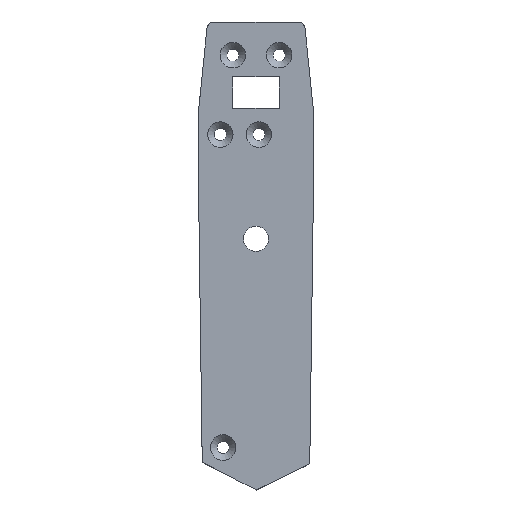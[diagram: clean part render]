
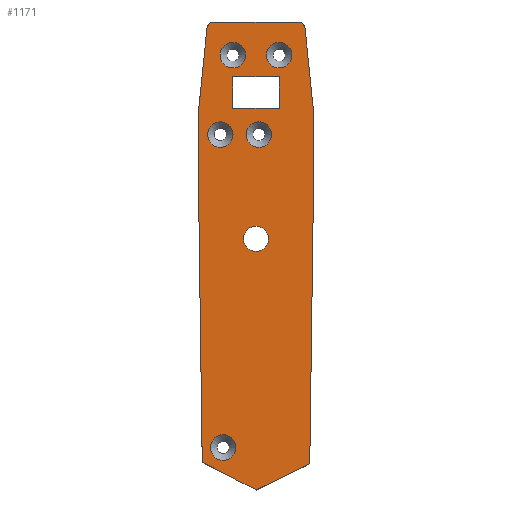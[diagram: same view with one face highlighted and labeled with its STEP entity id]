
A CAD part, top view. The second image highlights one B-rep face of the part: STEP entity #1171.
In plain terms, the highlighted planar face has unit normal (0, 0, 1).
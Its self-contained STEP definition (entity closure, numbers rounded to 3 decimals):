
#25=FACE_BOUND('',#147,.T.);
#26=FACE_BOUND('',#148,.T.);
#27=FACE_BOUND('',#149,.T.);
#28=FACE_BOUND('',#150,.T.);
#29=FACE_BOUND('',#151,.T.);
#30=FACE_BOUND('',#152,.T.);
#31=FACE_BOUND('',#153,.T.);
#81=FACE_OUTER_BOUND('',#146,.T.);
#146=EDGE_LOOP('',(#899,#900,#901,#902,#903,#904,#905,#906,#907,#908,#909));
#147=EDGE_LOOP('',(#910));
#148=EDGE_LOOP('',(#911));
#149=EDGE_LOOP('',(#912));
#150=EDGE_LOOP('',(#913));
#151=EDGE_LOOP('',(#914));
#152=EDGE_LOOP('',(#915));
#153=EDGE_LOOP('',(#916,#917,#918,#919));
#213=CIRCLE('',#1270,2.);
#214=CIRCLE('',#1271,2.);
#215=CIRCLE('',#1272,3.3);
#216=CIRCLE('',#1273,3.3);
#217=CIRCLE('',#1274,3.3);
#218=CIRCLE('',#1275,3.25);
#219=CIRCLE('',#1276,3.3);
#220=CIRCLE('',#1277,3.3);
#241=LINE('',#1732,#368);
#252=LINE('',#1759,#379);
#255=LINE('',#1765,#382);
#269=LINE('',#1802,#396);
#272=LINE('',#1808,#399);
#286=LINE('',#1861,#413);
#287=LINE('',#1865,#414);
#288=LINE('',#1867,#415);
#289=LINE('',#1868,#416);
#290=LINE('',#1883,#417);
#291=LINE('',#1885,#418);
#292=LINE('',#1887,#419);
#293=LINE('',#1888,#420);
#368=VECTOR('',#1362,1000.);
#379=VECTOR('',#1385,1000.);
#382=VECTOR('',#1390,1000.);
#396=VECTOR('',#1418,1000.);
#399=VECTOR('',#1423,1000.);
#413=VECTOR('',#1479,1000.);
#414=VECTOR('',#1482,1000.);
#415=VECTOR('',#1483,1000.);
#416=VECTOR('',#1484,1000.);
#417=VECTOR('',#1497,1000.);
#418=VECTOR('',#1498,1000.);
#419=VECTOR('',#1499,1000.);
#420=VECTOR('',#1500,1000.);
#502=VERTEX_POINT('',#1729);
#503=VERTEX_POINT('',#1731);
#513=VERTEX_POINT('',#1757);
#515=VERTEX_POINT('',#1763);
#531=VERTEX_POINT('',#1801);
#533=VERTEX_POINT('',#1807);
#544=VERTEX_POINT('',#1858);
#545=VERTEX_POINT('',#1860);
#546=VERTEX_POINT('',#1862);
#547=VERTEX_POINT('',#1864);
#548=VERTEX_POINT('',#1866);
#549=VERTEX_POINT('',#1869);
#550=VERTEX_POINT('',#1871);
#551=VERTEX_POINT('',#1873);
#552=VERTEX_POINT('',#1875);
#553=VERTEX_POINT('',#1877);
#554=VERTEX_POINT('',#1879);
#555=VERTEX_POINT('',#1881);
#556=VERTEX_POINT('',#1882);
#557=VERTEX_POINT('',#1884);
#558=VERTEX_POINT('',#1886);
#615=EDGE_CURVE('',#503,#502,#241,.T.);
#629=EDGE_CURVE('',#502,#513,#252,.T.);
#632=EDGE_CURVE('',#513,#515,#255,.T.);
#650=EDGE_CURVE('',#503,#531,#269,.T.);
#653=EDGE_CURVE('',#531,#533,#272,.T.);
#676=EDGE_CURVE('',#544,#515,#213,.T.);
#677=EDGE_CURVE('',#545,#544,#286,.T.);
#678=EDGE_CURVE('',#546,#545,#214,.T.);
#679=EDGE_CURVE('',#546,#547,#287,.T.);
#680=EDGE_CURVE('',#547,#548,#288,.T.);
#681=EDGE_CURVE('',#548,#533,#289,.T.);
#682=EDGE_CURVE('',#549,#549,#215,.T.);
#683=EDGE_CURVE('',#550,#550,#216,.T.);
#684=EDGE_CURVE('',#551,#551,#217,.T.);
#685=EDGE_CURVE('',#552,#552,#218,.T.);
#686=EDGE_CURVE('',#553,#553,#219,.T.);
#687=EDGE_CURVE('',#554,#554,#220,.T.);
#688=EDGE_CURVE('',#555,#556,#290,.T.);
#689=EDGE_CURVE('',#556,#557,#291,.T.);
#690=EDGE_CURVE('',#557,#558,#292,.T.);
#691=EDGE_CURVE('',#558,#555,#293,.T.);
#899=ORIENTED_EDGE('',*,*,#615,.T.);
#900=ORIENTED_EDGE('',*,*,#629,.T.);
#901=ORIENTED_EDGE('',*,*,#632,.T.);
#902=ORIENTED_EDGE('',*,*,#676,.F.);
#903=ORIENTED_EDGE('',*,*,#677,.F.);
#904=ORIENTED_EDGE('',*,*,#678,.F.);
#905=ORIENTED_EDGE('',*,*,#679,.T.);
#906=ORIENTED_EDGE('',*,*,#680,.T.);
#907=ORIENTED_EDGE('',*,*,#681,.T.);
#908=ORIENTED_EDGE('',*,*,#653,.F.);
#909=ORIENTED_EDGE('',*,*,#650,.F.);
#910=ORIENTED_EDGE('',*,*,#682,.F.);
#911=ORIENTED_EDGE('',*,*,#683,.F.);
#912=ORIENTED_EDGE('',*,*,#684,.F.);
#913=ORIENTED_EDGE('',*,*,#685,.T.);
#914=ORIENTED_EDGE('',*,*,#686,.F.);
#915=ORIENTED_EDGE('',*,*,#687,.F.);
#916=ORIENTED_EDGE('',*,*,#688,.T.);
#917=ORIENTED_EDGE('',*,*,#689,.T.);
#918=ORIENTED_EDGE('',*,*,#690,.T.);
#919=ORIENTED_EDGE('',*,*,#691,.T.);
#1122=PLANE('',#1269);
#1171=ADVANCED_FACE('',(#81,#25,#26,#27,#28,#29,#30,#31),#1122,.T.);
#1269=AXIS2_PLACEMENT_3D('',#1857,#1475,#1476);
#1270=AXIS2_PLACEMENT_3D('',#1859,#1477,#1478);
#1271=AXIS2_PLACEMENT_3D('',#1863,#1480,#1481);
#1272=AXIS2_PLACEMENT_3D('',#1870,#1485,#1486);
#1273=AXIS2_PLACEMENT_3D('',#1872,#1487,#1488);
#1274=AXIS2_PLACEMENT_3D('',#1874,#1489,#1490);
#1275=AXIS2_PLACEMENT_3D('',#1876,#1491,#1492);
#1276=AXIS2_PLACEMENT_3D('',#1878,#1493,#1494);
#1277=AXIS2_PLACEMENT_3D('',#1880,#1495,#1496);
#1362=DIRECTION('',(0.013,1.,0.));
#1385=DIRECTION('',(0.,1.,0.));
#1390=DIRECTION('',(-0.102,0.995,0.));
#1418=DIRECTION('',(-0.898,-0.441,0.));
#1423=DIRECTION('',(-0.889,0.457,0.));
#1475=DIRECTION('center_axis',(0.,0.,1.));
#1476=DIRECTION('ref_axis',(-1.,0.,0.));
#1477=DIRECTION('center_axis',(0.,0.,-1.));
#1478=DIRECTION('ref_axis',(0.67,0.742,0.));
#1479=DIRECTION('',(1.,0.,0.));
#1480=DIRECTION('center_axis',(0.,0.,-1.));
#1481=DIRECTION('ref_axis',(-0.67,0.742,0.));
#1482=DIRECTION('',(-0.102,-0.995,0.));
#1483=DIRECTION('',(0.,-1.,0.));
#1484=DIRECTION('',(0.013,-1.,0.));
#1485=DIRECTION('center_axis',(0.,0.,1.));
#1486=DIRECTION('ref_axis',(-1.,0.,0.));
#1487=DIRECTION('center_axis',(0.,0.,1.));
#1488=DIRECTION('ref_axis',(-1.,0.,0.));
#1489=DIRECTION('center_axis',(0.,0.,1.));
#1490=DIRECTION('ref_axis',(-1.,0.,0.));
#1491=DIRECTION('center_axis',(0.,0.,-1.));
#1492=DIRECTION('ref_axis',(-1.,0.,0.));
#1493=DIRECTION('center_axis',(0.,0.,1.));
#1494=DIRECTION('ref_axis',(-1.,0.,0.));
#1495=DIRECTION('center_axis',(0.,0.,1.));
#1496=DIRECTION('ref_axis',(-1.,0.,0.));
#1497=DIRECTION('',(0.,-1.,0.));
#1498=DIRECTION('',(-1.,0.,0.));
#1499=DIRECTION('',(0.,1.,0.));
#1500=DIRECTION('',(1.,0.,0.));
#1729=CARTESIAN_POINT('',(19.545,222.05,23.));
#1731=CARTESIAN_POINT('',(18.468,141.823,23.));
#1732=CARTESIAN_POINT('',(19.545,222.05,23.));
#1757=CARTESIAN_POINT('',(19.545,232.05,23.));
#1759=CARTESIAN_POINT('',(19.545,232.05,23.));
#1763=CARTESIAN_POINT('',(17.264,254.403,23.));
#1765=CARTESIAN_POINT('',(17.04,256.6,23.));
#1801=CARTESIAN_POINT('',(4.599,135.012,23.));
#1802=CARTESIAN_POINT('',(5.101,135.259,23.));
#1807=CARTESIAN_POINT('',(-9.383,142.202,23.));
#1808=CARTESIAN_POINT('',(-2.953,138.896,23.));
#1857=CARTESIAN_POINT('Origin',(4.545,138.,23.));
#1858=CARTESIAN_POINT('',(15.275,256.2,23.));
#1859=CARTESIAN_POINT('Origin',(15.275,254.2,23.));
#1860=CARTESIAN_POINT('',(-6.185,256.2,23.));
#1861=CARTESIAN_POINT('',(10.793,256.2,23.));
#1862=CARTESIAN_POINT('',(-8.174,254.403,23.));
#1863=CARTESIAN_POINT('Origin',(-6.185,254.2,23.));
#1864=CARTESIAN_POINT('',(-10.455,232.05,23.));
#1865=CARTESIAN_POINT('',(-7.95,256.6,23.));
#1866=CARTESIAN_POINT('',(-10.455,222.05,23.));
#1867=CARTESIAN_POINT('',(-10.455,232.05,23.));
#1868=CARTESIAN_POINT('',(-10.455,222.05,23.));
#1869=CARTESIAN_POINT('',(13.845,247.6,23.));
#1870=CARTESIAN_POINT('Origin',(10.545,247.6,23.));
#1871=CARTESIAN_POINT('',(-1.405,227.05,23.));
#1872=CARTESIAN_POINT('Origin',(-4.705,227.05,23.));
#1873=CARTESIAN_POINT('',(-0.655,146.,23.));
#1874=CARTESIAN_POINT('Origin',(-3.955,146.,23.));
#1875=CARTESIAN_POINT('',(7.795,200.05,23.));
#1876=CARTESIAN_POINT('Origin',(4.545,200.05,23.));
#1877=CARTESIAN_POINT('',(8.595,227.05,23.));
#1878=CARTESIAN_POINT('Origin',(5.295,227.05,23.));
#1879=CARTESIAN_POINT('',(1.845,247.6,23.));
#1880=CARTESIAN_POINT('Origin',(-1.455,247.6,23.));
#1881=CARTESIAN_POINT('',(10.545,242.,23.));
#1882=CARTESIAN_POINT('',(10.545,233.85,23.));
#1883=CARTESIAN_POINT('',(10.545,189.8,23.));
#1884=CARTESIAN_POINT('',(-1.455,233.85,23.));
#1885=CARTESIAN_POINT('',(-12.655,233.85,23.));
#1886=CARTESIAN_POINT('',(-1.455,242.,23.));
#1887=CARTESIAN_POINT('',(-1.455,233.85,23.));
#1888=CARTESIAN_POINT('',(1.545,242.,23.));
